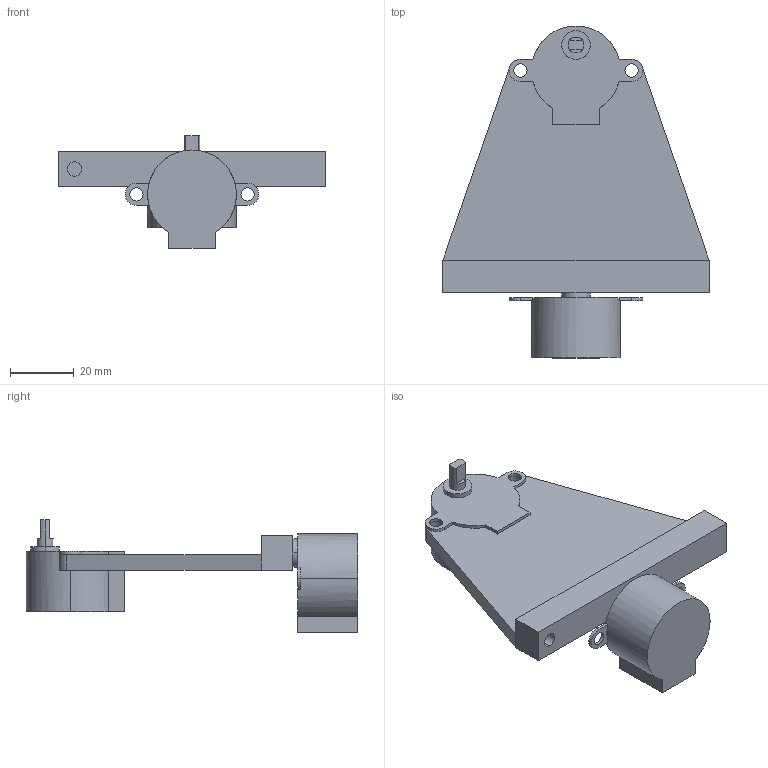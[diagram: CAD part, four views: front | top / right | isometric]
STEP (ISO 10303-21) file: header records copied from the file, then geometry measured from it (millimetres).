
FILE_DESCRIPTION (( 'STEP AP203' ), '1' );
FILE_NAME ('Âåðòèêàëüíàÿ ïîäñòàâêà ñ äâèãàòåëÿìè.STEP', '2025-04-20T15:51:48', ( '' ), ( '' ), 'SwSTEP 2.0', 'SolidWorks 2020', '' );
FILE_SCHEMA (( 'CONFIG_CONTROL_DESIGN' ));
Length unit declared in the file: millimetre
Products named in the file (3): Âåðòèêàëüíûé äåðæàòåëü; Âåðòèêàëüíàÿ ïîäñòàâêà ñ äâèãàòåëÿìè; Äâèãàòåëü
Assembly tree (3 placements, depth 2):
  Âåðòèêàëüíàÿ ïîäñòàâêà ñ äâèãàòåëÿìè
    Âåðòèêàëüíûé äåðæàòåëü
    Äâèãàòåëü  x2
Bounding box: 84 x 104.5 x 35.5 mm (x, y, z)
Volume: 52232.5 mm3; surface area: 18625.2 mm2
Topology: 3 solids, 3 shells, 92 faces, 238 edges, 158 vertices
Faces by surface type: plane 52, cylinder 40
Entity records: 2232 total; most frequent: DIRECTION 355, CARTESIAN_POINT 328, ORIENTED_EDGE 314, EDGE_CURVE 157, AXIS2_PLACEMENT_3D 131, VERTEX_POINT 104, VECTOR 93, LINE 93
